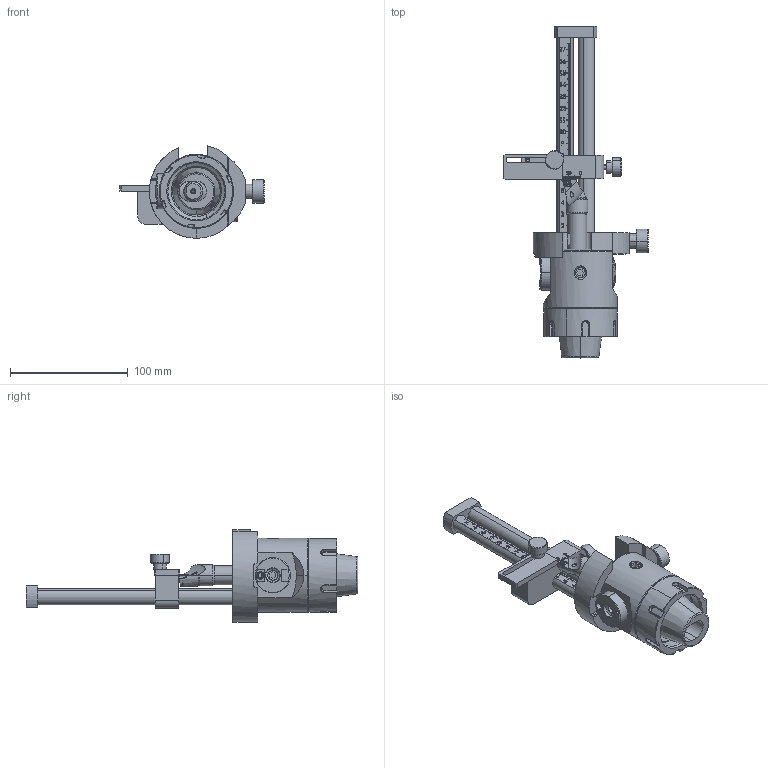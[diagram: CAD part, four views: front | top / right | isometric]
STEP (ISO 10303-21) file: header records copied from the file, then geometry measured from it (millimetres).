
FILE_DESCRIPTION (( 'STEP AP203' ), '1' );
FILE_NAME ('VA6-A63.090.160.STEP', '2017-11-10T09:36:26', ( 'SWIAdmin' ), ( 'Hewlett-Packard Company' ), 'SwSTEP 2.0', 'SolidWorks 2017', '' );
FILE_SCHEMA (( 'CONFIG_CONTROL_DESIGN' ));
Length unit declared in the file: millimetre
Products named in the file (32): VA5-ER2.028.070_A; Sprengring_15.07.2011_003_Sprengring ›40; Klebstoff D10; A55-BG2.011.016_D; VA6-ER4.080.014_A; E40-AV6.K01.062_Ausdrehstahl min; ISO 4762 - M3 x 14_x14; A55-BG2.012.006_B; ISO 8734 - 6 x 16_PreviewCfg; VA6-A63.090.160; B25-WCA.K11.115_A; AV6-BG3.003.014_A; A-Voreinstellung-Raendel-16-M4; CCMT060204; A55-BG2.013.005_C; A-Voreinstellung-Raendel-20; VA6-ER1.080.021_B; WCA-ER2.001.006_A; DIN 3771 - 25x1.5; VA5-ER7.022.050_A; VA5-ER5.014.178_A; B25-WCA.K11.115; AV6-BG1.002.052; E40-AV6.K01.062_C; VA5-ER6.014.178_A_ohne skala; ISO 4026 - M10 x 18_ERU.GS6.001.018; A55-BG3.011.033_A_gek〉zt; AV6-BG1.001.052_C; VA5-ER3.036.018_A; MSX-ER1.XXX.XXX_A_Mutter Spannzangenkegel E40; ISO 4026 - M10 x 12; AV6-BG2.014.011_A_Abgedreht
Assembly tree (33 placements, depth 4):
  VA6-A63.090.160
    VA6-ER1.080.021_B
    VA5-ER5.014.178_A
    VA5-ER6.014.178_A_ohne skala
    VA5-ER3.036.018_A
    VA5-ER2.028.070_A
    VA6-ER4.080.014_A
    ISO 8734 - 6 x 16_PreviewCfg  x2
    A-Voreinstellung-Raendel-16-M4  x2
    A-Voreinstellung-Raendel-20
    VA5-ER7.022.050_A
    E40-AV6.K01.062_Ausdrehstahl min
      E40-AV6.K01.062_C
      AV6-BG1.002.052
        AV6-BG1.001.052_C
        AV6-BG2.014.011_A_Abgedreht
        A55-BG2.011.016_D
        A55-BG2.012.006_B
        AV6-BG3.003.014_A
        A55-BG2.013.005_C
        DIN 3771 - 25x1.5
      A55-BG3.011.033_A_gek〉zt
      ISO 4026 - M10 x 12
      Klebstoff D10
      ISO 4762 - M3 x 14_x14
      B25-WCA.K11.115
        B25-WCA.K11.115_A
        CCMT060204
        WCA-ER2.001.006_A
      ISO 4026 - M10 x 18_ERU.GS6.001.018
      MSX-ER1.XXX.XXX_A_Mutter Spannzangenkegel E40
      Sprengring_15.07.2011_003_Sprengring ›40
Bounding box: 122.55 x 282.5 x 78.86 mm (x, y, z)
Volume: 379585.2 mm3; surface area: 121559.5 mm2
Topology: 30 solids, 30 shells, 2564 faces, 6626 edges, 4185 vertices
Faces by surface type: plane 1687, cone 281, cylinder 271, bspline 243, torus 80, sphere 2
Entity records: 95774 total; most frequent: CARTESIAN_POINT 32592, ORIENTED_EDGE 13112, DIRECTION 11080, EDGE_CURVE 6556, VECTOR 4544, LINE 4544, VERTEX_POINT 4161, AXIS2_PLACEMENT_3D 3268
